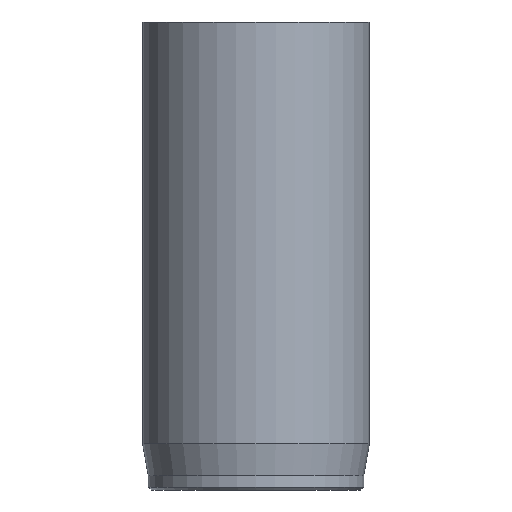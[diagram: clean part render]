
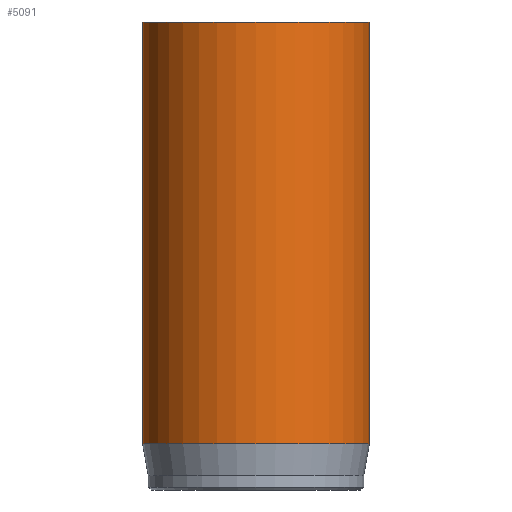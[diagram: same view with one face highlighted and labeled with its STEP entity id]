
A CAD part, front view. The second image highlights one B-rep face of the part: STEP entity #5091.
In plain terms, the highlighted cylindrical face has radius 8 mm (diameter 16 mm), a full revolution.
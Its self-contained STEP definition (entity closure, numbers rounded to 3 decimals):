
#32=CYLINDRICAL_SURFACE('',#5296,8.);
#48=CIRCLE('',#5264,8.);
#64=CIRCLE('',#5294,8.);
#65=CIRCLE('',#5295,8.);
#798=FACE_OUTER_BOUND('',#1094,.T.);
#1094=EDGE_LOOP('',(#4618,#4619,#4620,#4621,#4622));
#1510=LINE('',#9388,#1934);
#1934=VECTOR('',#5990,8.);
#2416=VERTEX_POINT('',#9328);
#2432=VERTEX_POINT('',#9382);
#2433=VERTEX_POINT('',#9383);
#3142=EDGE_CURVE('',#2416,#2416,#48,.T.);
#3166=EDGE_CURVE('',#2432,#2433,#64,.T.);
#3167=EDGE_CURVE('',#2433,#2432,#65,.T.);
#3169=EDGE_CURVE('',#2416,#2432,#1510,.T.);
#4618=ORIENTED_EDGE('',*,*,#3142,.T.);
#4619=ORIENTED_EDGE('',*,*,#3169,.T.);
#4620=ORIENTED_EDGE('',*,*,#3166,.T.);
#4621=ORIENTED_EDGE('',*,*,#3167,.T.);
#4622=ORIENTED_EDGE('',*,*,#3169,.F.);
#5091=ADVANCED_FACE('',(#798),#32,.T.);
#5264=AXIS2_PLACEMENT_3D('',#9329,#5915,#5916);
#5294=AXIS2_PLACEMENT_3D('',#9384,#5983,#5984);
#5295=AXIS2_PLACEMENT_3D('',#9385,#5985,#5986);
#5296=AXIS2_PLACEMENT_3D('',#9387,#5988,#5989);
#5915=DIRECTION('center_axis',(0.,0.,-1.));
#5916=DIRECTION('ref_axis',(-1.,0.,0.));
#5983=DIRECTION('center_axis',(0.,0.,1.));
#5984=DIRECTION('ref_axis',(-1.,0.,0.));
#5985=DIRECTION('center_axis',(0.,0.,1.));
#5986=DIRECTION('ref_axis',(-1.,0.,0.));
#5988=DIRECTION('center_axis',(0.,0.,1.));
#5989=DIRECTION('ref_axis',(-1.,0.,0.));
#5990=DIRECTION('',(0.,0.,-1.));
#9328=CARTESIAN_POINT('',(8.,0.,33.));
#9329=CARTESIAN_POINT('Origin',(0.,0.,33.));
#9382=CARTESIAN_POINT('',(8.,0.,3.269));
#9383=CARTESIAN_POINT('',(-8.,0.,3.269));
#9384=CARTESIAN_POINT('Origin',(0.,0.,3.269));
#9385=CARTESIAN_POINT('Origin',(0.,0.,3.269));
#9387=CARTESIAN_POINT('Origin',(0.,0.,0.));
#9388=CARTESIAN_POINT('',(8.,0.,0.));
